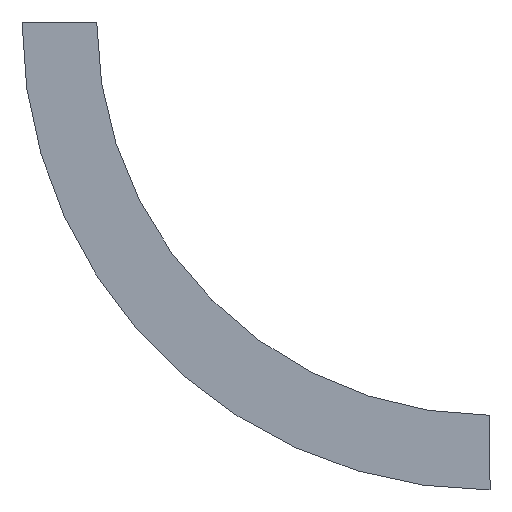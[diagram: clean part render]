
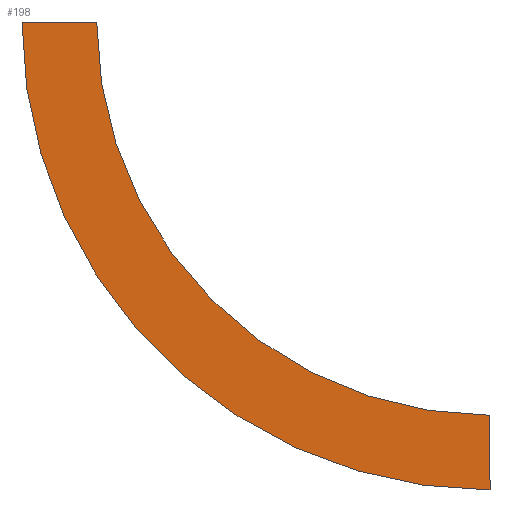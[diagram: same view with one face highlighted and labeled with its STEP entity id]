
A CAD part, front view. The second image highlights one B-rep face of the part: STEP entity #198.
In plain terms, the highlighted planar face has unit normal (0, -1, 0).
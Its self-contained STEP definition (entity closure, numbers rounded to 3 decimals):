
#28 = DIRECTION ( 'NONE',  ( 0., -1., 0. ) ) ;
#33 = EDGE_CURVE ( 'NONE', #67, #340, #184, .T. ) ;
#53 = AXIS2_PLACEMENT_3D ( 'NONE', #324, #28, #215 ) ;
#55 = CARTESIAN_POINT ( 'NONE',  ( -500., 0., 0. ) ) ;
#59 = DIRECTION ( 'NONE',  ( 0., 1., 0. ) ) ;
#62 = VECTOR ( 'NONE', #167, 1000. ) ;
#67 = VERTEX_POINT ( 'NONE', #183 ) ;
#98 = ORIENTED_EDGE ( 'NONE', *, *, #145, .T. ) ;
#108 = CARTESIAN_POINT ( 'NONE',  ( -500., 0., 0. ) ) ;
#111 = VECTOR ( 'NONE', #237, 1000. ) ;
#116 = AXIS2_PLACEMENT_3D ( 'NONE', #320, #159, #348 ) ;
#145 = EDGE_CURVE ( 'NONE', #340, #293, #239, .T. ) ;
#147 = FACE_OUTER_BOUND ( 'NONE', #313, .T. ) ;
#159 = DIRECTION ( 'NONE',  ( 0., 1., 0. ) ) ;
#167 = DIRECTION ( 'NONE',  ( 1., 0., 0. ) ) ;
#175 = VERTEX_POINT ( 'NONE', #245 ) ;
#178 = ORIENTED_EDGE ( 'NONE', *, *, #33, .T. ) ;
#183 = CARTESIAN_POINT ( 'NONE',  ( 0., 0., -595. ) ) ;
#184 = LINE ( 'NONE', #316, #111 ) ;
#198 = ADVANCED_FACE ( 'NONE', ( #147 ), #350, .T. ) ;
#215 = DIRECTION ( 'NONE',  ( 0., 0., -1. ) ) ;
#220 = CARTESIAN_POINT ( 'NONE',  ( 0., 0., 0. ) ) ;
#222 = LINE ( 'NONE', #55, #62 ) ;
#226 = ORIENTED_EDGE ( 'NONE', *, *, #285, .F. ) ;
#237 = DIRECTION ( 'NONE',  ( 0., 0., 1. ) ) ;
#239 = CIRCLE ( 'NONE', #116, 500. ) ;
#245 = CARTESIAN_POINT ( 'NONE',  ( -595., 0., 0. ) ) ;
#249 = DIRECTION ( 'NONE',  ( 0., 0., 1. ) ) ;
#268 = CARTESIAN_POINT ( 'NONE',  ( 0., 0., -500. ) ) ;
#270 = CIRCLE ( 'NONE', #338, 595. ) ;
#285 = EDGE_CURVE ( 'NONE', #175, #293, #222, .T. ) ;
#293 = VERTEX_POINT ( 'NONE', #108 ) ;
#308 = ORIENTED_EDGE ( 'NONE', *, *, #309, .F. ) ;
#309 = EDGE_CURVE ( 'NONE', #67, #175, #270, .T. ) ;
#313 = EDGE_LOOP ( 'NONE', ( #308, #178, #98, #226 ) ) ;
#316 = CARTESIAN_POINT ( 'NONE',  ( 0., 0., -500. ) ) ;
#320 = CARTESIAN_POINT ( 'NONE',  ( 0., 0., 0. ) ) ;
#324 = CARTESIAN_POINT ( 'NONE',  ( 0., 0., -500. ) ) ;
#338 = AXIS2_PLACEMENT_3D ( 'NONE', #220, #59, #249 ) ;
#340 = VERTEX_POINT ( 'NONE', #268 ) ;
#348 = DIRECTION ( 'NONE',  ( 0., 0., 1. ) ) ;
#350 = PLANE ( 'NONE',  #53 ) ;
